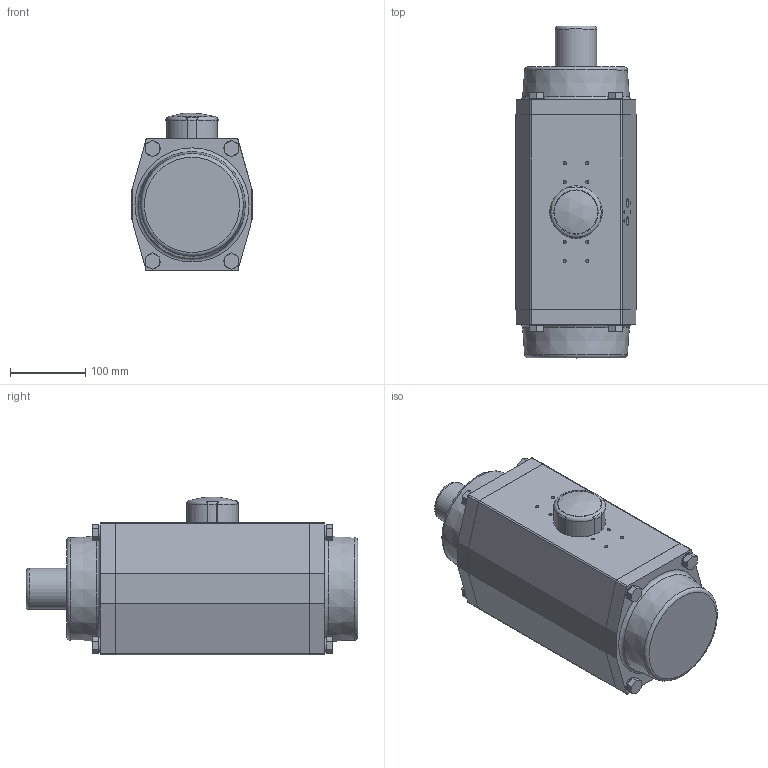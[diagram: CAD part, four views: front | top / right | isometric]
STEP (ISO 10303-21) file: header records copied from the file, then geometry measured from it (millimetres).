
FILE_DESCRIPTION( ( 'STEP AP214' ), '1' );
FILE_NAME( ' ', ' ', ( ' ' ), ( ' ' ), 'PSStep 13.0', 'VISI 18.0', ' ' );
FILE_SCHEMA( ( 'AUTOMOTIVE_DESIGN { 1 0 10303 214 1 1 1 1 }' ) );
Length unit declared in the file: millimetre
Products named in the file (1): 1
Bounding box: 160 x 442 x 210.34 mm (x, y, z)
Volume: 9225465.2 mm3; surface area: 297931.1 mm2
Topology: 1 solids, 1 shells, 293 faces, 702 edges, 430 vertices
Faces by surface type: plane 212, cylinder 50, cone 20, torus 10, sphere 1
Full cylindrical faces by diameter (mm): 4.2 x12, 10.2 x4, 11.445 x2, 20 x8, 55 x1, 66 x1, 75 x1, 85 x1
Entity records: 10329 total; most frequent: CARTESIAN_POINT 1446, DIRECTION 1390, ORIENTED_EDGE 1230, EDGE_CURVE 615, AXIS2_PLACEMENT_3D 497, VERTEX_POINT 417, LINE 396, VECTOR 396
